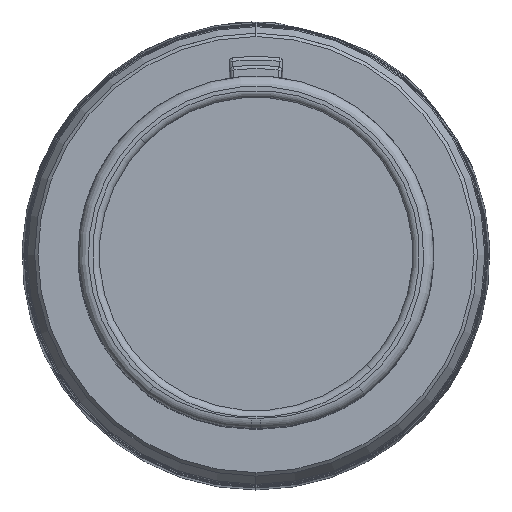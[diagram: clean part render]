
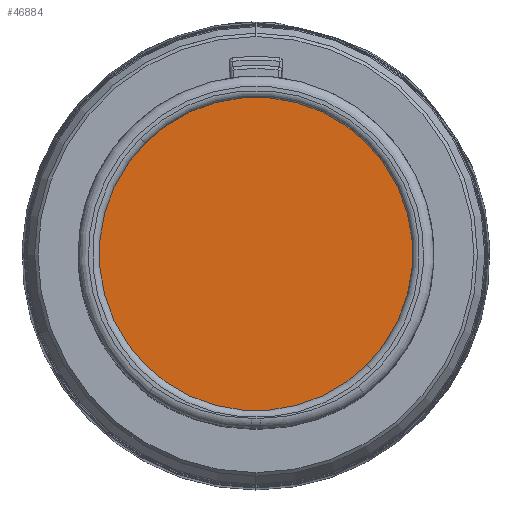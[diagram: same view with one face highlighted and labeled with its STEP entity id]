
A CAD part, top view. The second image highlights one B-rep face of the part: STEP entity #46884.
In plain terms, the highlighted planar face has unit normal (0, 0, 1).
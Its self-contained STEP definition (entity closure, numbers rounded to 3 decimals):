
#16474=CARTESIAN_POINT('',(0.,0.,47.55));
#16475=DIRECTION('',(0.,0.,1.));
#16476=DIRECTION('',(0.707,-0.707,0.));
#16477=AXIS2_PLACEMENT_3D('',#16474,#16475,#16476);
#16492=CARTESIAN_POINT('',(0.,0.,47.55));
#16493=DIRECTION('',(0.,0.,1.));
#16494=DIRECTION('',(-0.707,0.707,0.));
#16495=AXIS2_PLACEMENT_3D('',#16492,#16493,#16494);
#19027=CARTESIAN_POINT('',(-6.505,6.505,47.55));
#19028=CARTESIAN_POINT('',(6.505,-6.505,47.55));
#19029=VERTEX_POINT('',#19027);
#19030=VERTEX_POINT('',#19028);
#46874=CARTESIAN_POINT('',(0.,0.,47.55));
#46875=DIRECTION('',(0.,0.,-1.));
#46876=DIRECTION('',(0.,-1.,0.));
#46877=AXIS2_PLACEMENT_3D('',#46874,#46875,#46876);
#46878=PLANE('',#46877);
#46880=ORIENTED_EDGE('',*,*,#46879,.F.);
#46881=ORIENTED_EDGE('',*,*,#46864,.F.);
#46882=EDGE_LOOP('',(#46880,#46881));
#46883=FACE_OUTER_BOUND('',#46882,.F.);
#46884=ADVANCED_FACE('',(#46883),#46878,.F.);
#16478=CIRCLE('',#16477,9.2);
#16496=CIRCLE('',#16495,9.2);
#46864=EDGE_CURVE('',#19030,#19029,#16478,.T.);
#46879=EDGE_CURVE('',#19029,#19030,#16496,.T.);
